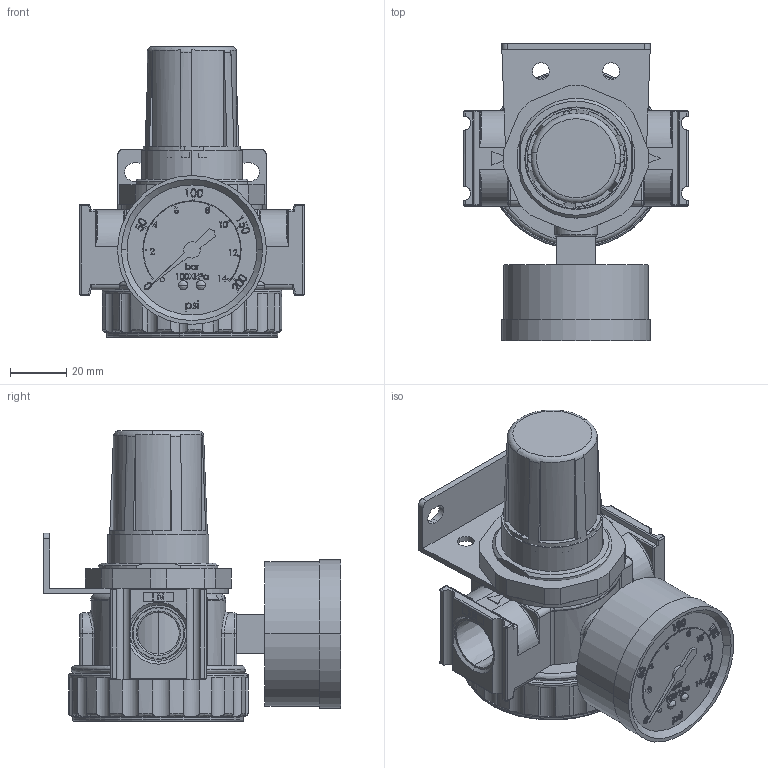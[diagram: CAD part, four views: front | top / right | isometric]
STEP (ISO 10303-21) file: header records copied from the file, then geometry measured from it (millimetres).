
FILE_DESCRIPTION (( 'STEP AP214' ), '1' );
FILE_NAME ('R89.STEP', '2021-11-16T08:52:33', ( 'User' ), ( '' ), 'SwSTEP 2.0', 'SolidWorks 2014', '' );
FILE_SCHEMA (( 'AUTOMOTIVE_DESIGN' ));
Length unit declared in the file: millimetre
Products named in the file (16): R8016; R8010; R8002; R8901(4分); R89; R5018; R5017; 2-埋入式壓力錶
Assembly tree (8 placements, depth 2):
  R89
    R8901(4分)
  R5018
  R5017
  2-埋入式壓力錶
  R8016
Bounding box: 80 x 106 x 103.58 mm (x, y, z)
Volume: 179749.8 mm3; surface area: 83907.5 mm2
Topology: 7 solids, 7 shells, 1408 faces, 3584 edges, 2249 vertices
Faces by surface type: plane 617, cylinder 318, bspline 315, torus 80, cone 49, sphere 29
Entity records: 66302 total; most frequent: CARTESIAN_POINT 29767, ORIENTED_EDGE 7060, DIRECTION 5852, EDGE_CURVE 3530, VERTEX_POINT 2244, AXIS2_PLACEMENT_3D 2071, VECTOR 1710, LINE 1710
